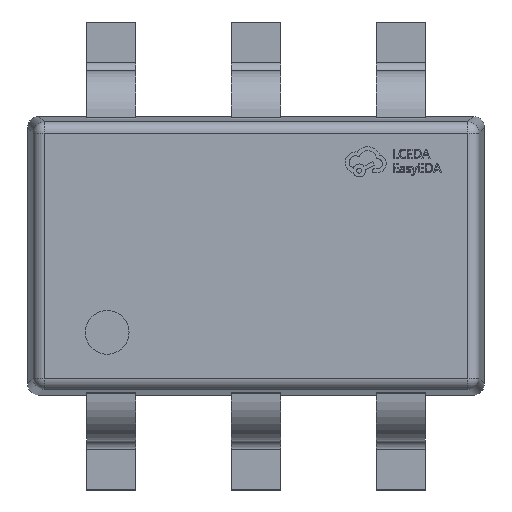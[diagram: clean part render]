
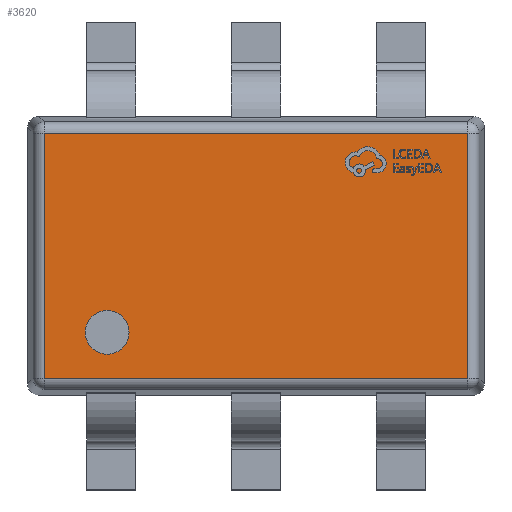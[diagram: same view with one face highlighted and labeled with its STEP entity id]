
A CAD part, top view. The second image highlights one B-rep face of the part: STEP entity #3620.
In plain terms, the highlighted planar face has unit normal (0, 0, 1).
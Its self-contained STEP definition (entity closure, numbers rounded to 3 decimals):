
#259 = DIRECTION ( 'NONE',  ( 1., 0., 0. ) ) ;
#579 = DIRECTION ( 'NONE',  ( 1., 0., 0. ) ) ;
#646 = EDGE_CURVE ( 'NONE', #14267, #6816, #5653, .T. ) ;
#659 = VECTOR ( 'NONE', #11648, 1000. ) ;
#1159 = LINE ( 'NONE', #9951, #17117 ) ;
#2641 = FACE_OUTER_BOUND ( 'NONE', #3216, .T. ) ;
#2724 = LINE ( 'NONE', #18114, #11791 ) ;
#2977 = AXIS2_PLACEMENT_3D ( 'NONE', #17355, #9750, #8658 ) ;
#2994 = CARTESIAN_POINT ( 'NONE',  ( -0.95, -0.55, 0.4 ) ) ;
#3216 = EDGE_LOOP ( 'NONE', ( #16337, #5460, #7101, #17463 ) ) ;
#3620 = ADVANCED_FACE ( 'NONE', ( #2641, #18819 ), #13067, .T. ) ;
#4063 = CIRCLE ( 'NONE', #9431, 0.098 ) ;
#4718 = EDGE_CURVE ( 'NONE', #6816, #5733, #13368, .T. ) ;
#4757 = EDGE_CURVE ( 'NONE', #5733, #17992, #1159, .T. ) ;
#4813 = CARTESIAN_POINT ( 'NONE',  ( -0.668, -0.344, 0.4 ) ) ;
#5460 = ORIENTED_EDGE ( 'NONE', *, *, #4757, .T. ) ;
#5653 = LINE ( 'NONE', #8426, #659 ) ;
#5733 = VERTEX_POINT ( 'NONE', #14068 ) ;
#6656 = EDGE_CURVE ( 'NONE', #19027, #6907, #15113, .T. ) ;
#6816 = VERTEX_POINT ( 'NONE', #2994 ) ;
#6907 = VERTEX_POINT ( 'NONE', #19424 ) ;
#7101 = ORIENTED_EDGE ( 'NONE', *, *, #15464, .T. ) ;
#7196 = CARTESIAN_POINT ( 'NONE',  ( 0.997, -0.55, 0.4 ) ) ;
#8426 = CARTESIAN_POINT ( 'NONE',  ( -0.95, -0.597, 0.4 ) ) ;
#8658 = DIRECTION ( 'NONE',  ( 1., 0., 0. ) ) ;
#9431 = AXIS2_PLACEMENT_3D ( 'NONE', #9668, #18927, #579 ) ;
#9668 = CARTESIAN_POINT ( 'NONE',  ( -0.668, -0.344, 0.4 ) ) ;
#9750 = DIRECTION ( 'NONE',  ( 0., 0., 1. ) ) ;
#9951 = CARTESIAN_POINT ( 'NONE',  ( 0.95, 0.597, 0.4 ) ) ;
#10386 = DIRECTION ( 'NONE',  ( -1., 0., 0. ) ) ;
#10539 = EDGE_LOOP ( 'NONE', ( #18078, #14948 ) ) ;
#11648 = DIRECTION ( 'NONE',  ( 0., -1., 0. ) ) ;
#11791 = VECTOR ( 'NONE', #10386, 1000. ) ;
#12564 = AXIS2_PLACEMENT_3D ( 'NONE', #4813, #16447, #259 ) ;
#13067 = PLANE ( 'NONE',  #2977 ) ;
#13368 = LINE ( 'NONE', #7196, #18366 ) ;
#13584 = EDGE_CURVE ( 'NONE', #6907, #19027, #4063, .T. ) ;
#14068 = CARTESIAN_POINT ( 'NONE',  ( 0.95, -0.55, 0.4 ) ) ;
#14267 = VERTEX_POINT ( 'NONE', #18950 ) ;
#14567 = DIRECTION ( 'NONE',  ( 0., 1., 0. ) ) ;
#14948 = ORIENTED_EDGE ( 'NONE', *, *, #6656, .F. ) ;
#15113 = CIRCLE ( 'NONE', #12564, 0.098 ) ;
#15464 = EDGE_CURVE ( 'NONE', #17992, #14267, #2724, .T. ) ;
#16337 = ORIENTED_EDGE ( 'NONE', *, *, #4718, .T. ) ;
#16447 = DIRECTION ( 'NONE',  ( 0., 0., 1. ) ) ;
#17117 = VECTOR ( 'NONE', #14567, 1000. ) ;
#17355 = CARTESIAN_POINT ( 'NONE',  ( 0., 0., 0.4 ) ) ;
#17463 = ORIENTED_EDGE ( 'NONE', *, *, #646, .T. ) ;
#17853 = DIRECTION ( 'NONE',  ( 1., 0., 0. ) ) ;
#17992 = VERTEX_POINT ( 'NONE', #19211 ) ;
#18078 = ORIENTED_EDGE ( 'NONE', *, *, #13584, .F. ) ;
#18114 = CARTESIAN_POINT ( 'NONE',  ( -0.997, 0.55, 0.4 ) ) ;
#18366 = VECTOR ( 'NONE', #17853, 1000. ) ;
#18819 = FACE_BOUND ( 'NONE', #10539, .T. ) ;
#18927 = DIRECTION ( 'NONE',  ( 0., 0., 1. ) ) ;
#18950 = CARTESIAN_POINT ( 'NONE',  ( -0.95, 0.55, 0.4 ) ) ;
#19027 = VERTEX_POINT ( 'NONE', #19187 ) ;
#19187 = CARTESIAN_POINT ( 'NONE',  ( -0.767, -0.344, 0.4 ) ) ;
#19211 = CARTESIAN_POINT ( 'NONE',  ( 0.95, 0.55, 0.4 ) ) ;
#19424 = CARTESIAN_POINT ( 'NONE',  ( -0.57, -0.344, 0.4 ) ) ;
